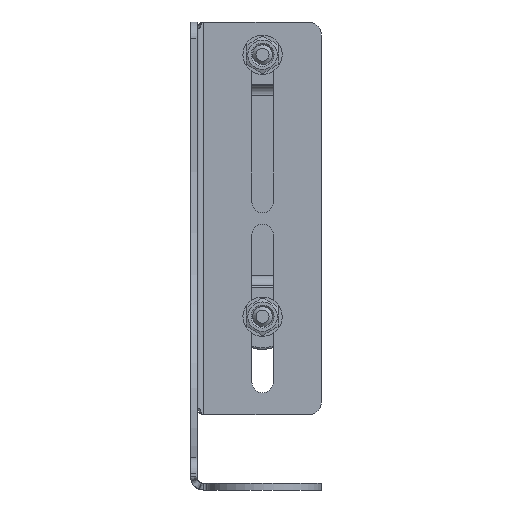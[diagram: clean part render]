
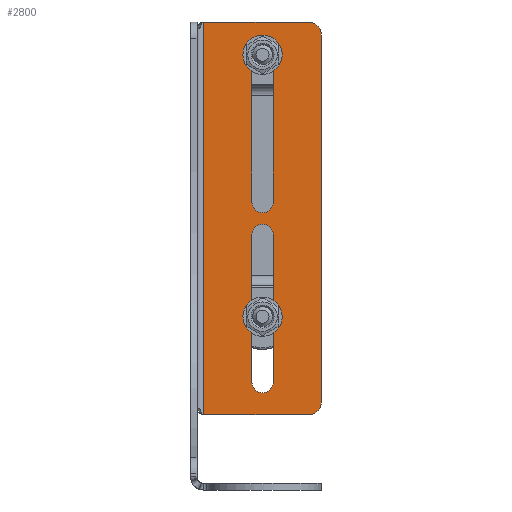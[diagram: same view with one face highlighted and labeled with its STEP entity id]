
A CAD part, front view. The second image highlights one B-rep face of the part: STEP entity #2800.
In plain terms, the highlighted planar face has unit normal (0, -1, 0).
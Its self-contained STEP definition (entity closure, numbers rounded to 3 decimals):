
#2800=ADVANCED_FACE('',(#5993,#5995,#5997),#5999,.F.);
#5993=FACE_BOUND('',#5994,.T.);
#5994=EDGE_LOOP('',(#8048,#8049,#8050,#8051,#8052,#8053));
#5995=FACE_BOUND('',#5996,.T.);
#5996=EDGE_LOOP('',(#8054,#8055,#8056,#8057));
#5997=FACE_BOUND('',#5998,.T.);
#5998=EDGE_LOOP('',(#8058,#8059,#8060,#8061));
#5999=PLANE('',#6000);
#6000=AXIS2_PLACEMENT_3D('',#6001,#6002,#6003);
#6001=CARTESIAN_POINT('',(1.879,-4.,26.443));
#6002=DIRECTION('',(0.,1.,0.));
#6003=DIRECTION('',(0.,0.,1.));
#8048=ORIENTED_EDGE('',*,*,#9083,.T.);
#8049=ORIENTED_EDGE('',*,*,#9084,.T.);
#8050=ORIENTED_EDGE('',*,*,#9085,.F.);
#8051=ORIENTED_EDGE('',*,*,#9086,.T.);
#8052=ORIENTED_EDGE('',*,*,#9087,.T.);
#8053=ORIENTED_EDGE('',*,*,#9088,.T.);
#8054=ORIENTED_EDGE('',*,*,#9089,.T.);
#8055=ORIENTED_EDGE('',*,*,#9090,.T.);
#8056=ORIENTED_EDGE('',*,*,#9091,.T.);
#8057=ORIENTED_EDGE('',*,*,#9092,.T.);
#8058=ORIENTED_EDGE('',*,*,#9093,.T.);
#8059=ORIENTED_EDGE('',*,*,#9094,.T.);
#8060=ORIENTED_EDGE('',*,*,#9095,.T.);
#8061=ORIENTED_EDGE('',*,*,#9096,.T.);
#9083=EDGE_CURVE('',#10403,#10404,#10405,.T.);
#9084=EDGE_CURVE('',#10404,#10406,#10407,.T.);
#9085=EDGE_CURVE('',#10408,#10406,#10409,.T.);
#9086=EDGE_CURVE('',#10408,#10410,#10411,.T.);
#9087=EDGE_CURVE('',#10410,#10412,#10413,.T.);
#9088=EDGE_CURVE('',#10412,#10403,#10414,.T.);
#9089=EDGE_CURVE('',#10415,#10416,#10417,.T.);
#9090=EDGE_CURVE('',#10416,#10418,#10419,.T.);
#9091=EDGE_CURVE('',#10418,#10420,#10421,.T.);
#9092=EDGE_CURVE('',#10420,#10415,#10422,.T.);
#9093=EDGE_CURVE('',#10423,#10424,#10425,.T.);
#9094=EDGE_CURVE('',#10424,#10426,#10427,.T.);
#9095=EDGE_CURVE('',#10426,#10428,#10429,.T.);
#9096=EDGE_CURVE('',#10428,#10423,#10430,.T.);
#10403=VERTEX_POINT('',#16531);
#10404=VERTEX_POINT('',#16532);
#10405=CIRCLE('',#16533,4.);
#10406=VERTEX_POINT('',#16537);
#10407=LINE('',#16538,#16539);
#10408=VERTEX_POINT('',#16541);
#10409=LINE('',#16542,#16543);
#10410=VERTEX_POINT('',#16545);
#10411=LINE('',#16546,#16547);
#10412=VERTEX_POINT('',#16549);
#10413=CIRCLE('',#16550,4.);
#10414=LINE('',#16554,#16555);
#10415=VERTEX_POINT('',#16557);
#10416=VERTEX_POINT('',#16558);
#10417=CIRCLE('',#16559,3.25);
#10418=VERTEX_POINT('',#16563);
#10419=LINE('',#16564,#16565);
#10420=VERTEX_POINT('',#16567);
#10421=CIRCLE('',#16568,3.25);
#10422=LINE('',#16572,#16573);
#10423=VERTEX_POINT('',#16575);
#10424=VERTEX_POINT('',#16576);
#10425=CIRCLE('',#16577,3.25);
#10426=VERTEX_POINT('',#16581);
#10427=LINE('',#16582,#16583);
#10428=VERTEX_POINT('',#16585);
#10429=CIRCLE('',#16586,3.25);
#10430=LINE('',#16590,#16591);
#16531=CARTESIAN_POINT('',(38.,-4.,140.943));
#16532=CARTESIAN_POINT('',(34.,-4.,144.943));
#16533=AXIS2_PLACEMENT_3D('',#16534,#16535,#16536);
#16534=CARTESIAN_POINT('',(34.,-4.,140.943));
#16535=DIRECTION('',(0.,-1.,0.));
#16536=DIRECTION('',(1.,0.,0.));
#16537=CARTESIAN_POINT('',(2.,-4.,144.943));
#16538=CARTESIAN_POINT('',(34.,-4.,144.943));
#16539=VECTOR('',#16540,1.);
#16540=DIRECTION('',(-1.,0.,0.));
#16541=CARTESIAN_POINT('',(2.,-4.,24.943));
#16542=CARTESIAN_POINT('',(2.,-4.,24.943));
#16543=VECTOR('',#16544,1.);
#16544=DIRECTION('',(0.,0.,1.));
#16545=CARTESIAN_POINT('',(34.,-4.,24.943));
#16546=CARTESIAN_POINT('',(2.,-4.,24.943));
#16547=VECTOR('',#16548,1.);
#16548=DIRECTION('',(1.,0.,0.));
#16549=CARTESIAN_POINT('',(38.,-4.,28.943));
#16550=AXIS2_PLACEMENT_3D('',#16551,#16552,#16553);
#16551=CARTESIAN_POINT('',(34.,-4.,28.943));
#16552=DIRECTION('',(0.,-1.,0.));
#16553=DIRECTION('',(0.,0.,-1.));
#16554=CARTESIAN_POINT('',(38.,-4.,28.943));
#16555=VECTOR('',#16556,1.);
#16556=DIRECTION('',(0.,0.,1.));
#16557=CARTESIAN_POINT('',(16.75,-4.,79.949));
#16558=CARTESIAN_POINT('',(23.25,-4.,79.949));
#16559=AXIS2_PLACEMENT_3D('',#16560,#16561,#16562);
#16560=CARTESIAN_POINT('',(20.,-4.,79.949));
#16561=DIRECTION('',(0.,1.,0.));
#16562=DIRECTION('',(-1.,0.,0.));
#16563=CARTESIAN_POINT('',(23.25,-4.,34.949));
#16564=CARTESIAN_POINT('',(23.25,-4.,79.949));
#16565=VECTOR('',#16566,1.);
#16566=DIRECTION('',(0.,0.,-1.));
#16567=CARTESIAN_POINT('',(16.75,-4.,34.949));
#16568=AXIS2_PLACEMENT_3D('',#16569,#16570,#16571);
#16569=CARTESIAN_POINT('',(20.,-4.,34.949));
#16570=DIRECTION('',(0.,1.,0.));
#16571=DIRECTION('',(1.,0.,0.));
#16572=CARTESIAN_POINT('',(16.75,-4.,34.949));
#16573=VECTOR('',#16574,1.);
#16574=DIRECTION('',(0.,0.,1.));
#16575=CARTESIAN_POINT('',(16.75,-4.,134.949));
#16576=CARTESIAN_POINT('',(23.25,-4.,134.949));
#16577=AXIS2_PLACEMENT_3D('',#16578,#16579,#16580);
#16578=CARTESIAN_POINT('',(20.,-4.,134.949));
#16579=DIRECTION('',(0.,1.,0.));
#16580=DIRECTION('',(-1.,0.,0.));
#16581=CARTESIAN_POINT('',(23.25,-4.,89.949));
#16582=CARTESIAN_POINT('',(23.25,-4.,134.949));
#16583=VECTOR('',#16584,1.);
#16584=DIRECTION('',(0.,0.,-1.));
#16585=CARTESIAN_POINT('',(16.75,-4.,89.949));
#16586=AXIS2_PLACEMENT_3D('',#16587,#16588,#16589);
#16587=CARTESIAN_POINT('',(20.,-4.,89.949));
#16588=DIRECTION('',(0.,1.,0.));
#16589=DIRECTION('',(1.,0.,0.));
#16590=CARTESIAN_POINT('',(16.75,-4.,89.949));
#16591=VECTOR('',#16592,1.);
#16592=DIRECTION('',(0.,0.,1.));
